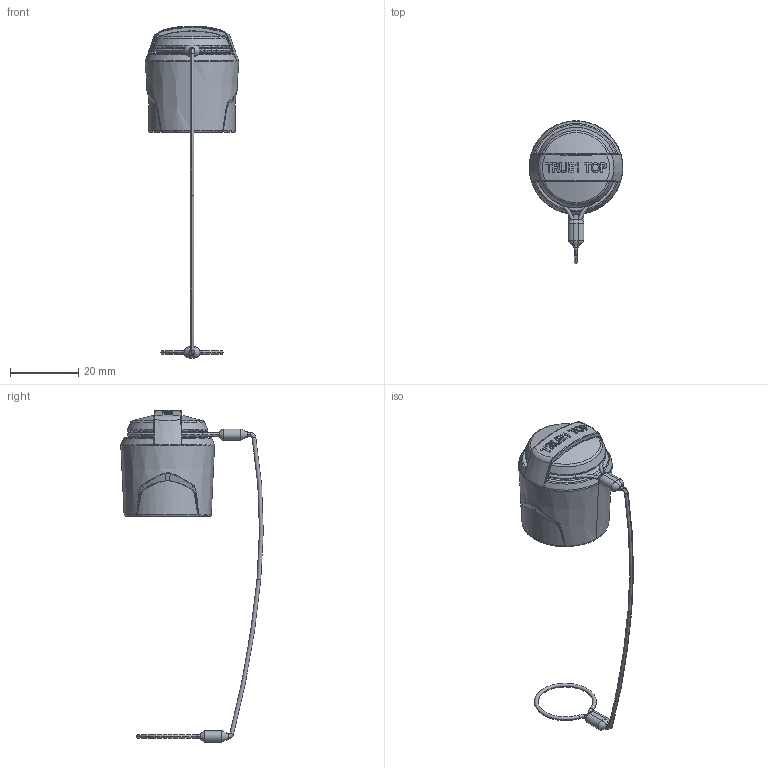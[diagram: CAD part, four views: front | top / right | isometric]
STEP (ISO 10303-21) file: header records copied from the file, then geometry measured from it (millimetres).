
FILE_DESCRIPTION((''),'2;1');
FILE_NAME('30010604','2023-06-06T14:35:08',('SYSTEM'),(''),'CREO PARAMETRIC BY PTC INC, 2021184','CREO PARAMETRIC BY PTC INC, 2021184','');
FILE_SCHEMA(('CONFIG_CONTROL_DESIGN'));
Length unit declared in the file: millimetre
Products named in the file (1): 30010604
Bounding box: 27.48 x 41.74 x 97.28 mm (x, y, z)
Volume: 9337.5 mm3; surface area: 5886 mm2
Topology: 1 solids, 1 shells, 477 faces, 1195 edges, 722 vertices
Faces by surface type: bspline 178, plane 117, torus 55, cylinder 52, cone 34, extrusion 27, sphere 14
Entity records: 23066 total; most frequent: CARTESIAN_POINT 13174, ORIENTED_EDGE 2390, DIRECTION 1568, EDGE_CURVE 1195, VERTEX_POINT 722, AXIS2_PLACEMENT_3D 627, B_SPLINE_CURVE_WITH_KNOTS 580, EDGE_LOOP 497
